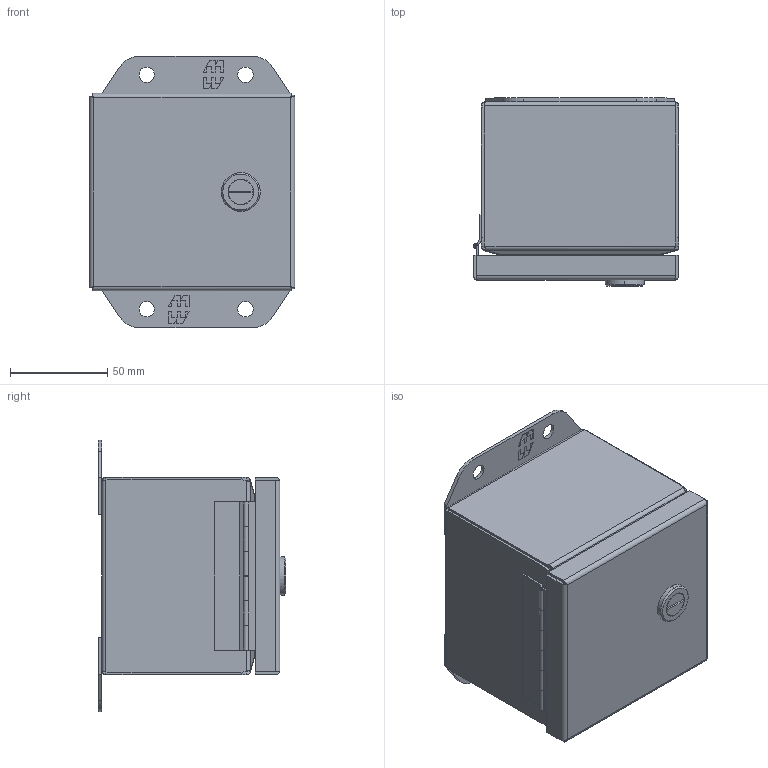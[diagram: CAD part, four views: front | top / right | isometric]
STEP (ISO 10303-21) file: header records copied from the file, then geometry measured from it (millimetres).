
FILE_DESCRIPTION (( 'STEP AP203' ), '1' );
FILE_NAME ('EJ443LG_Default.step', '2019-11-13T18:03:54', ( '' ), ( '' ), 'SwSTEP 2.0', 'SolidWorks 2019', '' );
FILE_SCHEMA (( 'CONFIG_CONTROL_DESIGN' ));
Length unit declared in the file: inch
Products named in the file (1): EJ443LG_Default
Bounding box: 105.8 x 96.66 x 139.7 mm (x, y, z)
Volume: 127795.9 mm3; surface area: 166169.1 mm2
Topology: 11 solids, 12 shells, 517 faces, 1284 edges, 796 vertices
Faces by surface type: plane 315, cylinder 134, bspline 48, cone 20
Entity records: 17867 total; most frequent: CARTESIAN_POINT 5764, ORIENTED_EDGE 2556, DIRECTION 2352, EDGE_CURVE 1278, VECTOR 912, LINE 912, VERTEX_POINT 796, AXIS2_PLACEMENT_3D 720
